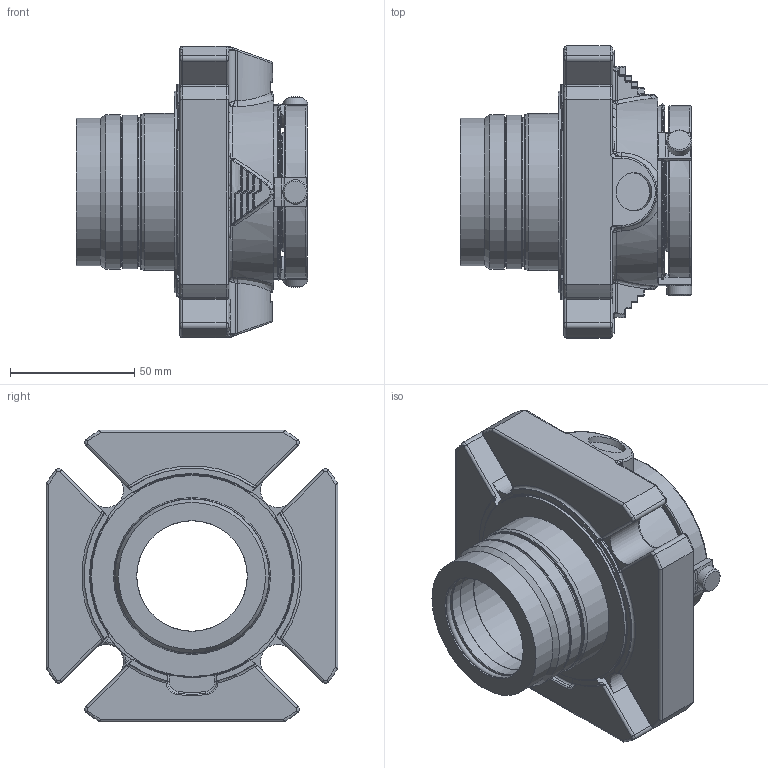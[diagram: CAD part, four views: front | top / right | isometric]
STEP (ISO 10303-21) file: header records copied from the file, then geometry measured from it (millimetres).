
FILE_DESCRIPTION(/* description */ ('Unknown'),/* implementation_level */ '2;1');
FILE_NAME(/* name */ '1.750',/* time_stamp */ '2023-01-30T13:16:19+00:00',/* author */ ('Unknown'),/* organization */ ('Unknown'),/* preprocessor_version */ 'ST-DEVELOPER v16.7',/* originating_system */ 'Solid Edge',/* authorisation */ 'Unknown');
FILE_SCHEMA (('AUTOMOTIVE_DESIGN {1 0 10303 214 3 1 1}'));
Length unit declared in the file: millimetre
Products named in the file (1): 1.750
Bounding box: 93.24 x 117.45 x 117.45 mm (x, y, z)
Volume: 361126.3 mm3; surface area: 73509 mm2
Topology: 1 solids, 3 shells, 1017 faces, 2612 edges, 1621 vertices
Faces by surface type: cylinder 321, plane 318, bspline 225, torus 102, cone 35, sphere 16
Full cylindrical faces by diameter (mm): 2.37 x2, 4.837 x2, 10 x3, 15.342 x2, 44.45 x1, 44.552 x3, 44.806 x1, 47.346 x1, 47.6 x2, 48.895 x2, 59.284 x1, 59.944 x2, 61.925 x1, 62.027 x1, 63.221 x1, 69.342 x3, 70.866 x1, 78.105 x1, 81 x1, 81.051 x1, 81.458 x1, 81.712 x1
Entity records: 33818 total; most frequent: CARTESIAN_POINT 10903, ORIENTED_EDGE 4980, DIRECTION 4378, EDGE_CURVE 2490, AXIS2_PLACEMENT_3D 1628, VERTEX_POINT 1590, FACE_BOUND 1138, EDGE_LOOP 1136
